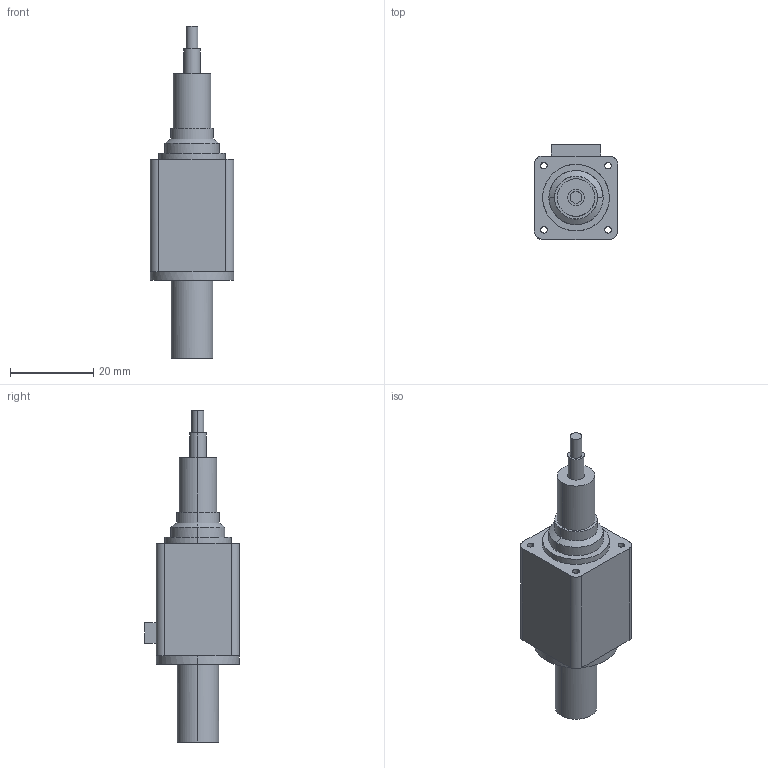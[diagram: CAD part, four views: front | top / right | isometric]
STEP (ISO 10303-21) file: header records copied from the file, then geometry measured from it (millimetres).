
FILE_DESCRIPTION (( 'STEP AP203' ), '1' );
FILE_NAME ('NA08A16-T4 Retracted.STEP', '2019-08-14T18:17:09', ( '' ), ( '' ), 'SwSTEP 2.0', 'SolidWorks 2019', '' );
FILE_SCHEMA (( 'CONFIG_CONTROL_DESIGN' ));
Length unit declared in the file: millimetre
Products named in the file (4): NA08A16-T4.IGS; NA08A16-T4 Retracted; Adaptor; NA08-18.IGS
Assembly tree (3 placements, depth 3):
  NA08A16-T4 Retracted
    NA08A16-T4.IGS
      NA08-18.IGS
    Adaptor
Bounding box: 20 x 22.8 x 79.7 mm (x, y, z)
Volume: 14621.2 mm3; surface area: 5014.3 mm2
Topology: 2 solids, 2 shells, 56 faces, 124 edges, 80 vertices
Faces by surface type: bspline 46, cylinder 6, plane 4
Entity records: 2578 total; most frequent: CARTESIAN_POINT 1287, ORIENTED_EDGE 248, EDGE_CURVE 124, B_SPLINE_CURVE_WITH_KNOTS 90, VERTEX_POINT 80, EDGE_LOOP 72, DIRECTION 64, ADVANCED_FACE 56
